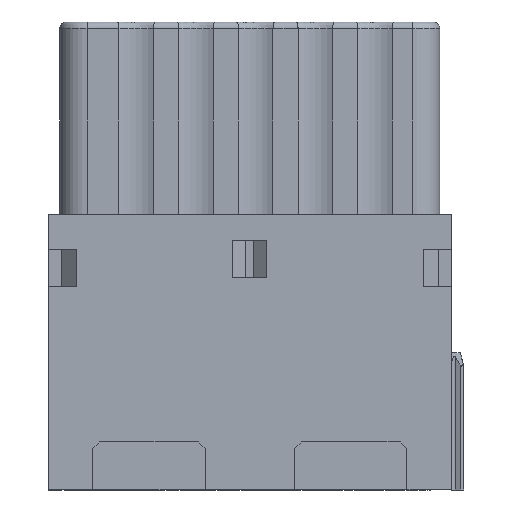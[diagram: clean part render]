
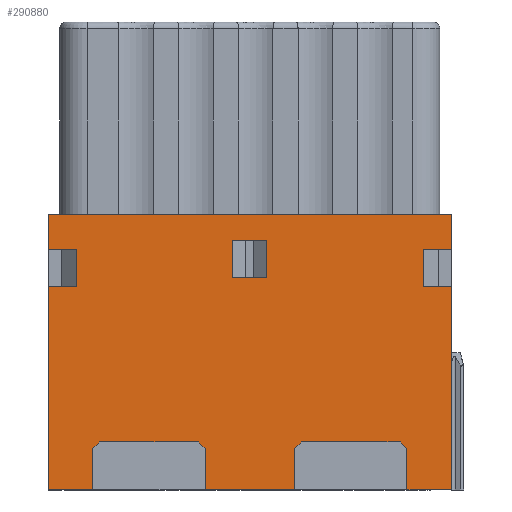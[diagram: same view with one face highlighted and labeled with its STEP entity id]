
A CAD part, front view. The second image highlights one B-rep face of the part: STEP entity #290880.
In plain terms, the highlighted face is planar.
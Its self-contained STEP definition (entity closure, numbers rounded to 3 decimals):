
#2830=CARTESIAN_POINT('',(44.588,23.557,-32.));
#2840=VERTEX_POINT('',#2830);
#2990=CARTESIAN_POINT('',(44.588,26.557,-32.));
#3000=VERTEX_POINT('',#2990);
#3030=CARTESIAN_POINT('',(44.588,0.,-32.));
#3040=DIRECTION('',(0.,-1.,0.));
#3050=VECTOR('',#3040,1.);
#3060=LINE('',#3030,#3050);
#3070=EDGE_CURVE('',#3000,#2840,#3060,.T.);
#5820=CARTESIAN_POINT('',(67.488,26.557,-32.));
#5830=VERTEX_POINT('',#5820);
#5860=CARTESIAN_POINT('',(94.045,0.,-32.));
#5870=DIRECTION('',(0.707,-0.707,
0.));
#5880=VECTOR('',#5870,1.);
#5890=LINE('',#5860,#5880);
#5900=CARTESIAN_POINT('',(66.988,27.057,-32.));
#5910=VERTEX_POINT('',#5900);
#5920=EDGE_CURVE('',#5910,#5830,#5890,.T.);
#7170=CARTESIAN_POINT('',(67.488,0.,-32.));
#7180=DIRECTION('',(0.,1.,0.));
#7190=VECTOR('',#7180,1.);
#7200=LINE('',#7170,#7190);
#7210=CARTESIAN_POINT('',(67.488,23.557,-32.));
#7220=VERTEX_POINT('',#7210);
#7230=EDGE_CURVE('',#7220,#5830,#7200,.T.);
#7480=CARTESIAN_POINT('',(52.788,0.,-32.));
#7490=DIRECTION('',(0.,1.,0.));
#7500=VECTOR('',#7490,1.);
#7510=LINE('',#7480,#7500);
#7520=CARTESIAN_POINT('',(52.788,23.557,-32.));
#7530=VERTEX_POINT('',#7520);
#7540=CARTESIAN_POINT('',(52.788,26.557,-32.));
#7550=VERTEX_POINT('',#7540);
#7560=EDGE_CURVE('',#7530,#7550,#7510,.T.);
#8830=CARTESIAN_POINT('',(59.288,23.557,-32.));
#8840=VERTEX_POINT('',#8830);
#8990=CARTESIAN_POINT('',(59.288,26.557,-32.));
#9000=VERTEX_POINT('',#8990);
#9030=CARTESIAN_POINT('',(59.288,0.,-32.));
#9040=DIRECTION('',(0.,-1.,0.));
#9050=VECTOR('',#9040,1.);
#9060=LINE('',#9030,#9050);
#9070=EDGE_CURVE('',#9000,#8840,#9060,.T.);
#12950=CARTESIAN_POINT('',(59.788,27.057,-32.));
#12960=VERTEX_POINT('',#12950);
#12990=CARTESIAN_POINT('',(32.731,0.,-32.));
#13000=DIRECTION('',(0.707,0.707,
0.));
#13010=VECTOR('',#13000,1.);
#13020=LINE('',#12990,#13010);
#13030=EDGE_CURVE('',#9000,#12960,#13020,.T.);
#13960=CARTESIAN_POINT('',(0.,27.057,-32.));
#13970=DIRECTION('',(-1.,0.,0.));
#13980=VECTOR('',#13970,1.);
#13990=LINE('',#13960,#13980);
#14000=CARTESIAN_POINT('',(52.288,27.057,-32.));
#14010=VERTEX_POINT('',#14000);
#14020=CARTESIAN_POINT('',(45.088,27.057,-32.));
#14030=VERTEX_POINT('',#14020);
#14040=EDGE_CURVE('',#14010,#14030,#13990,.T.);
#15300=CARTESIAN_POINT('',(79.345,0.,-32.));
#15310=DIRECTION('',(0.707,-0.707,
0.));
#15320=VECTOR('',#15310,1.);
#15330=LINE('',#15300,#15320);
#15340=EDGE_CURVE('',#14010,#7550,#15330,.T.);
#18860=CARTESIAN_POINT('',(41.338,43.657,-32.));
#18870=VERTEX_POINT('',#18860);
#19810=CARTESIAN_POINT('',(41.338,23.557,-32.));
#19820=VERTEX_POINT('',#19810);
#19850=CARTESIAN_POINT('',(41.338,0.,-32.));
#19860=DIRECTION('',(0.,1.,0.));
#19870=VECTOR('',#19860,1.);
#19880=LINE('',#19850,#19870);
#19890=CARTESIAN_POINT('',(41.338,38.357,-32.));
#19900=VERTEX_POINT('',#19890);
#19910=EDGE_CURVE('',#19820,#19900,#19880,.T.);
#20130=CARTESIAN_POINT('',(41.338,41.057,-32.));
#20140=VERTEX_POINT('',#20130);
#20170=EDGE_CURVE('',#20140,#18870,#19880,.T.);
#26070=CARTESIAN_POINT('',(0.,27.057,-32.));
#26080=DIRECTION('',(-1.,0.,0.));
#26090=VECTOR('',#26080,1.);
#26100=LINE('',#26070,#26090);
#26110=EDGE_CURVE('',#5910,#12960,#26100,.T.);
#26260=CARTESIAN_POINT('',(18.031,0.,-32.));
#26270=DIRECTION('',(0.707,0.707,
0.));
#26280=VECTOR('',#26270,1.);
#26290=LINE('',#26260,#26280);
#26300=EDGE_CURVE('',#3000,#14030,#26290,.T.);
#28510=CARTESIAN_POINT('',(70.738,43.657,-32.));
#28520=VERTEX_POINT('',#28510);
#28550=CARTESIAN_POINT('',(70.738,0.,-32.));
#28560=DIRECTION('',(0.,1.,0.));
#28570=VECTOR('',#28560,1.);
#28580=LINE('',#28550,#28570);
#28590=CARTESIAN_POINT('',(70.738,41.057,-32.));
#28600=VERTEX_POINT('',#28590);
#28610=EDGE_CURVE('',#28600,#28520,#28580,.T.);
#28830=CARTESIAN_POINT('',(70.738,38.357,-32.));
#28840=VERTEX_POINT('',#28830);
#28870=CARTESIAN_POINT('',(70.738,23.557,-32.));
#28880=VERTEX_POINT('',#28870);
#28890=EDGE_CURVE('',#28880,#28840,#28580,.T.);
#40610=CARTESIAN_POINT('',(0.,23.557,-32.));
#40620=DIRECTION('',(-1.,0.,0.));
#40630=VECTOR('',#40620,1.);
#40640=LINE('',#40610,#40630);
#40650=EDGE_CURVE('',#8840,#7530,#40640,.T.);
#40700=EDGE_CURVE('',#2840,#19820,#40640,.T.);
#43580=EDGE_CURVE('',#28880,#7220,#40640,.T.);
#289800=CARTESIAN_POINT('',(14.7,43.557,-32.));
#289810=DIRECTION('',(0.,0.,-1.));
#289820=DIRECTION('',(0.,-1.,0.));
#289830=AXIS2_PLACEMENT_3D('',#289800,#289810,#289820);
#289840=PLANE('',#289830);
#289850=CARTESIAN_POINT('',(57.288,0.,-32.));
#289860=DIRECTION('',(0.,1.,0.));
#289870=VECTOR('',#289860,1.);
#289880=LINE('',#289850,#289870);
#289890=CARTESIAN_POINT('',(57.288,39.057,-32.));
#289900=VERTEX_POINT('',#289890);
#289910=CARTESIAN_POINT('',(57.288,41.757,-32.));
#289920=VERTEX_POINT('',#289910);
#289930=EDGE_CURVE('',#289900,#289920,#289880,.T.);
#289940=ORIENTED_EDGE('',*,*,#289930,.T.);
#289950=CARTESIAN_POINT('',(0.,39.057,-32.));
#289960=DIRECTION('',(-1.,0.,0.));
#289970=VECTOR('',#289960,1.);
#289980=LINE('',#289950,#289970);
#289990=CARTESIAN_POINT('',(54.788,39.057,-32.));
#290000=VERTEX_POINT('',#289990);
#290010=EDGE_CURVE('',#289900,#290000,#289980,.T.);
#290020=ORIENTED_EDGE('',*,*,#290010,.F.);
#290030=CARTESIAN_POINT('',(54.788,0.,-32.));
#290040=DIRECTION('',(0.,-1.,0.));
#290050=VECTOR('',#290040,1.);
#290060=LINE('',#290030,#290050);
#290070=CARTESIAN_POINT('',(54.788,41.757,-32.));
#290080=VERTEX_POINT('',#290070);
#290090=EDGE_CURVE('',#290080,#290000,#290060,.T.);
#290100=ORIENTED_EDGE('',*,*,#290090,.T.);
#290110=CARTESIAN_POINT('',(0.,41.757,-32.));
#290120=DIRECTION('',(-1.,0.,0.));
#290130=VECTOR('',#290120,1.);
#290140=LINE('',#290110,#290130);
#290150=EDGE_CURVE('',#289920,#290080,#290140,.T.);
#290160=ORIENTED_EDGE('',*,*,#290150,.T.);
#290170=EDGE_LOOP('',(#290160,#290100,#290020,#289940));
#290180=FACE_BOUND('',#290170,.T.);
#290190=ORIENTED_EDGE('',*,*,#19910,.T.);
#290200=ORIENTED_EDGE('',*,*,#40700,.T.);
#290210=ORIENTED_EDGE('',*,*,#3070,.T.);
#290220=ORIENTED_EDGE('',*,*,#26300,.F.);
#290230=ORIENTED_EDGE('',*,*,#14040,.T.);
#290240=ORIENTED_EDGE('',*,*,#15340,.F.);
#290250=ORIENTED_EDGE('',*,*,#7560,.T.);
#290260=ORIENTED_EDGE('',*,*,#40650,.T.);
#290270=ORIENTED_EDGE('',*,*,#9070,.T.);
#290280=ORIENTED_EDGE('',*,*,#13030,.F.);
#290290=ORIENTED_EDGE('',*,*,#26110,.T.);
#290300=ORIENTED_EDGE('',*,*,#5920,.F.);
#290310=ORIENTED_EDGE('',*,*,#7230,.T.);
#290320=ORIENTED_EDGE('',*,*,#43580,.T.);
#290330=ORIENTED_EDGE('',*,*,#28890,.F.);
#290340=CARTESIAN_POINT('',(0.,38.357,-32.));
#290350=DIRECTION('',(1.,0.,0.));
#290360=VECTOR('',#290350,1.);
#290370=LINE('',#290340,#290360);
#290380=CARTESIAN_POINT('',(68.688,38.357,-32.));
#290390=VERTEX_POINT('',#290380);
#290400=EDGE_CURVE('',#290390,#28840,#290370,.T.);
#290410=ORIENTED_EDGE('',*,*,#290400,.T.);
#290420=CARTESIAN_POINT('',(68.688,0.,-32.));
#290430=DIRECTION('',(0.,-1.,0.));
#290440=VECTOR('',#290430,1.);
#290450=LINE('',#290420,#290440);
#290460=CARTESIAN_POINT('',(68.688,41.057,-32.));
#290470=VERTEX_POINT('',#290460);
#290480=EDGE_CURVE('',#290470,#290390,#290450,.T.);
#290490=ORIENTED_EDGE('',*,*,#290480,.T.);
#290500=CARTESIAN_POINT('',(0.,41.057,-32.));
#290510=DIRECTION('',(1.,0.,0.));
#290520=VECTOR('',#290510,1.);
#290530=LINE('',#290500,#290520);
#290540=EDGE_CURVE('',#290470,#28600,#290530,.T.);
#290550=ORIENTED_EDGE('',*,*,#290540,.F.);
#290560=ORIENTED_EDGE('',*,*,#28610,.F.);
#290570=CARTESIAN_POINT('',(0.,43.657,-32.));
#290580=DIRECTION('',(-1.,0.,0.));
#290590=VECTOR('',#290580,1.);
#290600=LINE('',#290570,#290590);
#290610=EDGE_CURVE('',#28520,#18870,#290600,.T.);
#290620=ORIENTED_EDGE('',*,*,#290610,.F.);
#290630=ORIENTED_EDGE('',*,*,#20170,.T.);
#290640=CARTESIAN_POINT('',(0.,41.057,-32.));
#290650=DIRECTION('',(1.,0.,0.));
#290660=VECTOR('',#290650,1.);
#290670=LINE('',#290640,#290660);
#290680=CARTESIAN_POINT('',(43.388,41.057,-32.));
#290690=VERTEX_POINT('',#290680);
#290700=EDGE_CURVE('',#20140,#290690,#290670,.T.);
#290710=ORIENTED_EDGE('',*,*,#290700,.F.);
#290720=CARTESIAN_POINT('',(43.388,0.,-32.));
#290730=DIRECTION('',(0.,1.,0.));
#290740=VECTOR('',#290730,1.);
#290750=LINE('',#290720,#290740);
#290760=CARTESIAN_POINT('',(43.388,38.357,-32.));
#290770=VERTEX_POINT('',#290760);
#290780=EDGE_CURVE('',#290770,#290690,#290750,.T.);
#290790=ORIENTED_EDGE('',*,*,#290780,.T.);
#290800=CARTESIAN_POINT('',(0.,38.357,-32.));
#290810=DIRECTION('',(1.,0.,0.));
#290820=VECTOR('',#290810,1.);
#290830=LINE('',#290800,#290820);
#290840=EDGE_CURVE('',#19900,#290770,#290830,.T.);
#290850=ORIENTED_EDGE('',*,*,#290840,.T.);
#290860=EDGE_LOOP('',(#290850,#290790,#290710,#290630,#290620,#290560,
#290550,#290490,#290410,#290330,#290320,#290310,#290300,#290290,#290280,
#290270,#290260,#290250,#290240,#290230,#290220,#290210,#290200,#290190)
);
#290870=FACE_OUTER_BOUND('',#290860,.T.);
#290880=ADVANCED_FACE('',(#290180,#290870),#289840,.T.);
